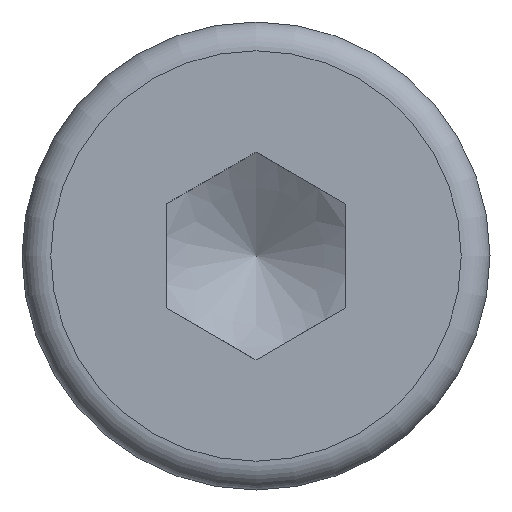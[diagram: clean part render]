
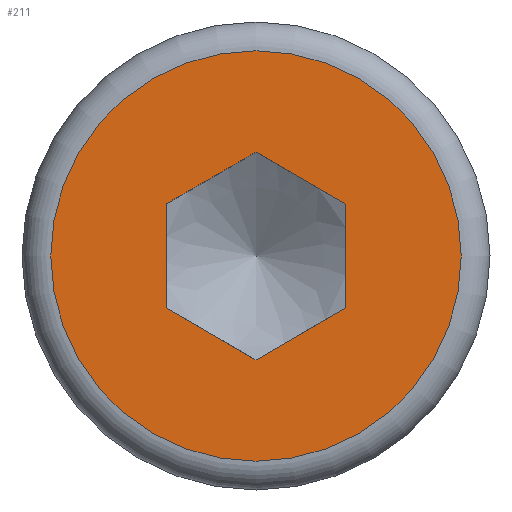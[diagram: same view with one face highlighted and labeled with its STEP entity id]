
A CAD part, left-side view. The second image highlights one B-rep face of the part: STEP entity #211.
In plain terms, the highlighted planar face has unit normal (-1, 0, 0).
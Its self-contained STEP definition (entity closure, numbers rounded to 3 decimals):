
#130=CARTESIAN_POINT('',(-5.,5.7,0.0));
#131=VERTEX_POINT('',#130);
#132=CARTESIAN_POINT('',(-5.,0.,0.0));
#133=DIRECTION('',(1.0,0.0,0.0));
#134=DIRECTION('',(0.0,-1.0,0.0));
#135=AXIS2_PLACEMENT_3D('',#132,#133,#134);
#136=CIRCLE('',#135,5.7);
#137=EDGE_CURVE('',#131,#131,#136,.T.);
#153=CARTESIAN_POINT('',(-5.,4.693,0.0));
#154=DIRECTION('',(-1.0,0.0,0.0));
#155=DIRECTION('',(0.0,0.0,1.0));
#156=AXIS2_PLACEMENT_3D('',#153,#154,#155);
#157=PLANE('',#156);
#158=ORIENTED_EDGE('',*,*,#137,.F.);
#159=EDGE_LOOP('',(#158));
#160=FACE_OUTER_BOUND('',#159,.T.);
#161=CARTESIAN_POINT('',(-5.,2.5,-1.443));
#162=VERTEX_POINT('',#161);
#163=CARTESIAN_POINT('',(-5.,2.5,1.443));
#164=VERTEX_POINT('',#163);
#165=CARTESIAN_POINT('',(-5.,2.5,-1.443));
#166=DIRECTION('',(0.0,0.0,1.0));
#167=VECTOR('',#166,2.887);
#168=LINE('',#165,#167);
#169=EDGE_CURVE('',#162,#164,#168,.T.);
#170=ORIENTED_EDGE('',*,*,#169,.T.);
#171=CARTESIAN_POINT('',(-5.,0.,2.887));
#172=VERTEX_POINT('',#171);
#173=CARTESIAN_POINT('',(-5.,2.5,1.443));
#174=DIRECTION('',(0.0,-0.866,0.5));
#175=VECTOR('',#174,2.887);
#176=LINE('',#173,#175);
#177=EDGE_CURVE('',#164,#172,#176,.T.);
#178=ORIENTED_EDGE('',*,*,#177,.T.);
#179=CARTESIAN_POINT('',(-5.,-2.5,1.443));
#180=VERTEX_POINT('',#179);
#181=CARTESIAN_POINT('',(-5.,0.,2.887));
#182=DIRECTION('',(0.0,-0.866,-0.5));
#183=VECTOR('',#182,2.887);
#184=LINE('',#181,#183);
#185=EDGE_CURVE('',#172,#180,#184,.T.);
#186=ORIENTED_EDGE('',*,*,#185,.T.);
#187=CARTESIAN_POINT('',(-5.,-2.5,-1.443));
#188=VERTEX_POINT('',#187);
#189=CARTESIAN_POINT('',(-5.,-2.5,1.443));
#190=DIRECTION('',(0.0,0.0,-1.0));
#191=VECTOR('',#190,2.887);
#192=LINE('',#189,#191);
#193=EDGE_CURVE('',#180,#188,#192,.T.);
#194=ORIENTED_EDGE('',*,*,#193,.T.);
#195=CARTESIAN_POINT('',(-5.,0.,-2.887));
#196=VERTEX_POINT('',#195);
#197=CARTESIAN_POINT('',(-5.,-2.5,-1.443));
#198=DIRECTION('',(0.0,0.866,-0.5));
#199=VECTOR('',#198,2.887);
#200=LINE('',#197,#199);
#201=EDGE_CURVE('',#188,#196,#200,.T.);
#202=ORIENTED_EDGE('',*,*,#201,.T.);
#203=CARTESIAN_POINT('',(-5.,0.,-2.887));
#204=DIRECTION('',(0.0,0.866,0.5));
#205=VECTOR('',#204,2.887);
#206=LINE('',#203,#205);
#207=EDGE_CURVE('',#196,#162,#206,.T.);
#208=ORIENTED_EDGE('',*,*,#207,.T.);
#209=EDGE_LOOP('',(#170,#178,#186,#194,#202,#208));
#210=FACE_BOUND('',#209,.T.);
#211=ADVANCED_FACE('',(#160,#210),#157,.T.);
